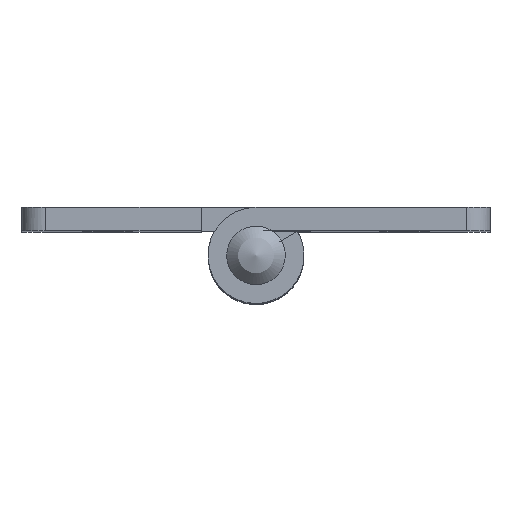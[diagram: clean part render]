
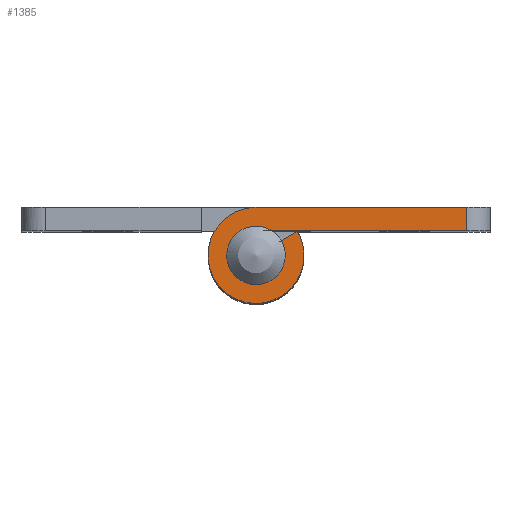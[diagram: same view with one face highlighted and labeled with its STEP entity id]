
A CAD part, top view. The second image highlights one B-rep face of the part: STEP entity #1385.
In plain terms, the highlighted free-form (B-spline) face has degree [1, 1] with [2, 2] control points.
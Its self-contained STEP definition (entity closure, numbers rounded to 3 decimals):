
#786=CARTESIAN_POINT('',(27.0,6.15,100.0));
#787=VERTEX_POINT('',#786);
#803=CARTESIAN_POINT('',(27.0,3.15,100.0));
#804=VERTEX_POINT('',#803);
#805=CARTESIAN_POINT('',(27.0,3.15,100.0));
#806=CARTESIAN_POINT('',(27.0,6.15,100.0));
#807=QUASI_UNIFORM_CURVE('',1,(#805,#806),.UNSPECIFIED.,.F.,.U.);
#808=EDGE_CURVE('',#804,#787,#807,.T.);
#1316=CARTESIAN_POINT('',(-7.806,-6.764,100.0));
#1317=CARTESIAN_POINT('',(28.656,-6.764,100.0));
#1318=CARTESIAN_POINT('',(-7.806,6.764,100.0));
#1319=CARTESIAN_POINT('',(28.656,6.764,100.0));
#1320=B_SPLINE_SURFACE_WITH_KNOTS('',1,1,((#1316,#1318),(#1317,#1319)),.UNSPECIFIED.,.F.,.F.,.U.,(2,2),(2,2),(0.0,36.462),(0.0,13.529),.UNSPECIFIED.);
#1321=CARTESIAN_POINT('',(0.0,3.15,100.0));
#1322=VERTEX_POINT('',#1321);
#1323=CARTESIAN_POINT('',(27.0,3.15,100.0));
#1324=CARTESIAN_POINT('',(0.0,3.15,100.0));
#1325=QUASI_UNIFORM_CURVE('',1,(#1323,#1324),.UNSPECIFIED.,.F.,.U.);
#1326=EDGE_CURVE('',#804,#1322,#1325,.T.);
#1327=ORIENTED_EDGE('',*,*,#1326,.F.);
#1328=ORIENTED_EDGE('',*,*,#808,.T.);
#1329=CARTESIAN_POINT('',(0.,6.15,100.0));
#1330=VERTEX_POINT('',#1329);
#1331=CARTESIAN_POINT('',(0.,6.15,100.0));
#1332=CARTESIAN_POINT('',(27.0,6.15,100.0));
#1333=QUASI_UNIFORM_CURVE('',1,(#1331,#1332),.UNSPECIFIED.,.F.,.U.);
#1334=EDGE_CURVE('',#1330,#787,#1333,.T.);
#1335=ORIENTED_EDGE('',*,*,#1334,.F.);
#1336=CARTESIAN_POINT('',(5.312,3.1,100.0));
#1337=VERTEX_POINT('',#1336);
#1338=CARTESIAN_POINT('',(5.312,3.1,100.0));
#1339=CARTESIAN_POINT('',(7.693,-0.981,100.0));
#1340=CARTESIAN_POINT('',(4.364,-4.333,100.0));
#1341=CARTESIAN_POINT('',(1.035,-7.686,100.0));
#1342=CARTESIAN_POINT('',(-3.062,-5.333,100.0));
#1343=CARTESIAN_POINT('',(-7.16,-2.98,100.0));
#1344=CARTESIAN_POINT('',(-5.942,1.585,100.0));
#1345=CARTESIAN_POINT('',(-4.725,6.15,100.0));
#1346=CARTESIAN_POINT('',(0.0,6.15,100.0));
#1354=(BOUNDED_CURVE()B_SPLINE_CURVE(2,(#1338,#1339,#1340,#1341,#1342,#1343,#1344,#1345,#1346),.UNSPECIFIED.,.F.,.U.)B_SPLINE_CURVE_WITH_KNOTS((3,2,2,2,3),(0.0,0.25,0.5,0.75,1.0),.UNSPECIFIED.)CURVE()GEOMETRIC_REPRESENTATION_ITEM()RATIONAL_B_SPLINE_CURVE((1.0,0.793,1.0,0.793,1.0,0.793,1.0,0.793,1.0))REPRESENTATION_ITEM(''));
#1355=EDGE_CURVE('',#1337,#1330,#1354,.T.);
#1356=ORIENTED_EDGE('',*,*,#1355,.F.);
#1357=CARTESIAN_POINT('',(2.721,1.588,100.0));
#1358=VERTEX_POINT('',#1357);
#1359=CARTESIAN_POINT('',(2.721,1.588,100.0));
#1360=CARTESIAN_POINT('',(5.312,3.1,100.0));
#1361=QUASI_UNIFORM_CURVE('',1,(#1359,#1360),.UNSPECIFIED.,.F.,.U.);
#1362=EDGE_CURVE('',#1358,#1337,#1361,.T.);
#1363=ORIENTED_EDGE('',*,*,#1362,.F.);
#1364=CARTESIAN_POINT('',(2.721,1.588,100.0));
#1365=CARTESIAN_POINT('',(3.94,-0.502,100.0));
#1366=CARTESIAN_POINT('',(2.235,-2.22,100.0));
#1367=CARTESIAN_POINT('',(0.53,-3.937,100.0));
#1368=CARTESIAN_POINT('',(-1.569,-2.732,100.0));
#1369=CARTESIAN_POINT('',(-3.667,-1.527,100.0));
#1370=CARTESIAN_POINT('',(-3.044,0.812,100.0));
#1371=CARTESIAN_POINT('',(-2.42,3.15,100.0));
#1372=CARTESIAN_POINT('',(0.0,3.15,100.0));
#1380=(BOUNDED_CURVE()B_SPLINE_CURVE(2,(#1364,#1365,#1366,#1367,#1368,#1369,#1370,#1371,#1372),.UNSPECIFIED.,.F.,.U.)B_SPLINE_CURVE_WITH_KNOTS((3,2,2,2,3),(0.0,0.25,0.5,0.75,1.0),.UNSPECIFIED.)CURVE()GEOMETRIC_REPRESENTATION_ITEM()RATIONAL_B_SPLINE_CURVE((1.0,0.793,1.0,0.793,1.0,0.793,1.0,0.793,1.0))REPRESENTATION_ITEM(''));
#1381=EDGE_CURVE('',#1358,#1322,#1380,.T.);
#1382=ORIENTED_EDGE('',*,*,#1381,.T.);
#1383=EDGE_LOOP('',(#1327,#1328,#1335,#1356,#1363,#1382));
#1384=FACE_OUTER_BOUND('',#1383,.T.);
#1385=ADVANCED_FACE('',(#1384),#1320,.T.);
